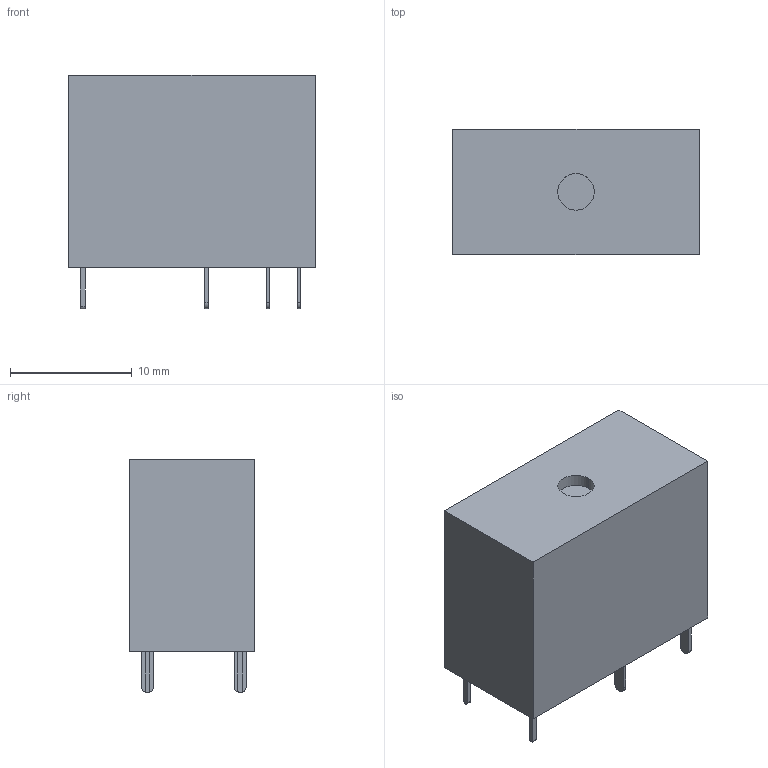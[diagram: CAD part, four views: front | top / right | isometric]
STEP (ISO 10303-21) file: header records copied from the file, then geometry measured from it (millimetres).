
FILE_DESCRIPTION (( 'STEP AP214' ), '1' );
FILE_NAME ('RELAY-TH_G5Q-14-DC12.step', '2022-07-09T13:14:21', ( '' ), ( '' ), 'SwSTEP 2.0', 'SolidWorks 2020', '' );
FILE_SCHEMA (( 'AUTOMOTIVE_DESIGN' ));
Length unit declared in the file: millimetre
Products named in the file (1): RELAY-TH_G5Q-14-DC12
Bounding box: 20.3 x 10.31 x 19.2 mm (x, y, z)
Volume: 3229 mm3; surface area: 1458.8 mm2
Topology: 2 solids, 2 shells, 325 faces, 867 edges, 578 vertices
Faces by surface type: plane 204, bspline 112, cylinder 9
Entity records: 14211 total; most frequent: CARTESIAN_POINT 3875, ORIENTED_EDGE 1734, DIRECTION 1085, EDGE_CURVE 867, LINE 621, VECTOR 621, VERTEX_POINT 578, EDGE_LOOP 357
